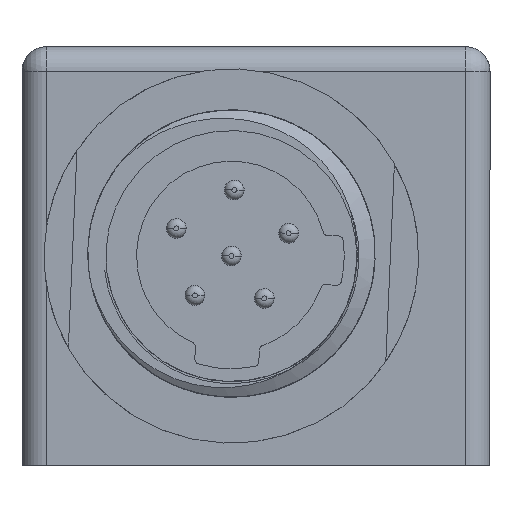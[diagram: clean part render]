
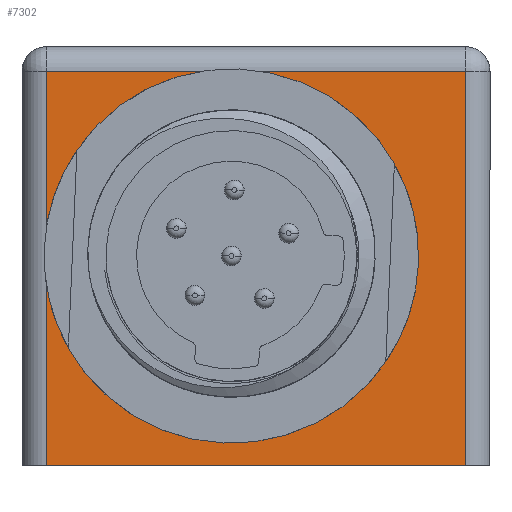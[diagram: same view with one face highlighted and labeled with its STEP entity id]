
A CAD part, front view. The second image highlights one B-rep face of the part: STEP entity #7302.
In plain terms, the highlighted face is planar.
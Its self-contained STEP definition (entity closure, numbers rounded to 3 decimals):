
#240 = CARTESIAN_POINT ( 'NONE',  ( 82.5, 1., 16. ) ) ;
#504 = CIRCLE ( 'NONE', #6321, 3.2 ) ;
#520 = VECTOR ( 'NONE', #4616, 1000. ) ;
#689 = VECTOR ( 'NONE', #734, 1000. ) ;
#734 = DIRECTION ( 'NONE',  ( 0., 0., 1. ) ) ;
#785 = CARTESIAN_POINT ( 'NONE',  ( 82.5, 8.5, 8.5 ) ) ;
#878 = FACE_OUTER_BOUND ( 'NONE', #6221, .T. ) ;
#1066 = CARTESIAN_POINT ( 'NONE',  ( 82.5, 1., 0. ) ) ;
#1372 = DIRECTION ( 'NONE',  ( 0., 0., -1. ) ) ;
#1562 = CARTESIAN_POINT ( 'NONE',  ( 82.5, 8.5, 11.7 ) ) ;
#1595 = VERTEX_POINT ( 'NONE', #5068 ) ;
#1599 = VERTEX_POINT ( 'NONE', #1562 ) ;
#1895 = CARTESIAN_POINT ( 'NONE',  ( 82.5, 0., 17. ) ) ;
#2063 = VERTEX_POINT ( 'NONE', #3618 ) ;
#2468 = VECTOR ( 'NONE', #6791, 1000. ) ;
#2642 = ORIENTED_EDGE ( 'NONE', *, *, #2911, .T. ) ;
#2655 = LINE ( 'NONE', #4445, #2468 ) ;
#2911 = EDGE_CURVE ( 'NONE', #6622, #6731, #4636, .T. ) ;
#2990 = DIRECTION ( 'NONE',  ( 1., 0., 0. ) ) ;
#3052 = PLANE ( 'NONE',  #4780 ) ;
#3618 = CARTESIAN_POINT ( 'NONE',  ( 82.5, 18., 0. ) ) ;
#3635 = LINE ( 'NONE', #6941, #520 ) ;
#3654 = DIRECTION ( 'NONE',  ( 0., 0., 1. ) ) ;
#3810 = LINE ( 'NONE', #5416, #689 ) ;
#3978 = FACE_BOUND ( 'NONE', #4410, .T. ) ;
#4142 = ORIENTED_EDGE ( 'NONE', *, *, #7367, .F. ) ;
#4385 = CARTESIAN_POINT ( 'NONE',  ( 82.5, 0., 16. ) ) ;
#4410 = EDGE_LOOP ( 'NONE', ( #6167, #4142 ) ) ;
#4445 = CARTESIAN_POINT ( 'NONE',  ( 82.5, 1., 17. ) ) ;
#4616 = DIRECTION ( 'NONE',  ( 0., 1., 0. ) ) ;
#4636 = LINE ( 'NONE', #4385, #6371 ) ;
#4780 = AXIS2_PLACEMENT_3D ( 'NONE', #1895, #7143, #3654 ) ;
#4888 = DIRECTION ( 'NONE',  ( 1., 0., 0. ) ) ;
#4986 = DIRECTION ( 'NONE',  ( 0., -1., 0. ) ) ;
#5068 = CARTESIAN_POINT ( 'NONE',  ( 82.5, 8.5, 5.3 ) ) ;
#5416 = CARTESIAN_POINT ( 'NONE',  ( 82.5, 18., 17. ) ) ;
#5934 = EDGE_CURVE ( 'NONE', #6731, #6913, #2655, .T. ) ;
#6087 = EDGE_CURVE ( 'NONE', #6913, #2063, #3635, .T. ) ;
#6167 = ORIENTED_EDGE ( 'NONE', *, *, #6579, .F. ) ;
#6221 = EDGE_LOOP ( 'NONE', ( #2642, #6243, #6335, #7360 ) ) ;
#6243 = ORIENTED_EDGE ( 'NONE', *, *, #5934, .T. ) ;
#6321 = AXIS2_PLACEMENT_3D ( 'NONE', #785, #4888, #1372 ) ;
#6335 = ORIENTED_EDGE ( 'NONE', *, *, #6087, .T. ) ;
#6371 = VECTOR ( 'NONE', #4986, 1000. ) ;
#6484 = CARTESIAN_POINT ( 'NONE',  ( 82.5, 8.5, 8.5 ) ) ;
#6508 = CARTESIAN_POINT ( 'NONE',  ( 82.5, 18., 16. ) ) ;
#6579 = EDGE_CURVE ( 'NONE', #1595, #1599, #7195, .T. ) ;
#6622 = VERTEX_POINT ( 'NONE', #6508 ) ;
#6731 = VERTEX_POINT ( 'NONE', #240 ) ;
#6791 = DIRECTION ( 'NONE',  ( 0., 0., -1. ) ) ;
#6913 = VERTEX_POINT ( 'NONE', #1066 ) ;
#6941 = CARTESIAN_POINT ( 'NONE',  ( 82.5, 0., 0. ) ) ;
#7082 = DIRECTION ( 'NONE',  ( 0., 0., -1. ) ) ;
#7143 = DIRECTION ( 'NONE',  ( -1., 0., 0. ) ) ;
#7155 = AXIS2_PLACEMENT_3D ( 'NONE', #6484, #2990, #7082 ) ;
#7195 = CIRCLE ( 'NONE', #7155, 3.2 ) ;
#7302 = ADVANCED_FACE ( 'NONE', ( #3978, #878 ), #3052, .F. ) ;
#7326 = EDGE_CURVE ( 'NONE', #2063, #6622, #3810, .T. ) ;
#7360 = ORIENTED_EDGE ( 'NONE', *, *, #7326, .T. ) ;
#7367 = EDGE_CURVE ( 'NONE', #1599, #1595, #504, .T. ) ;
